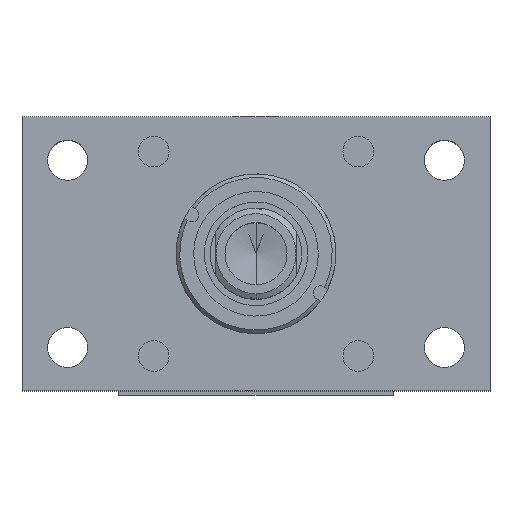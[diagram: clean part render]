
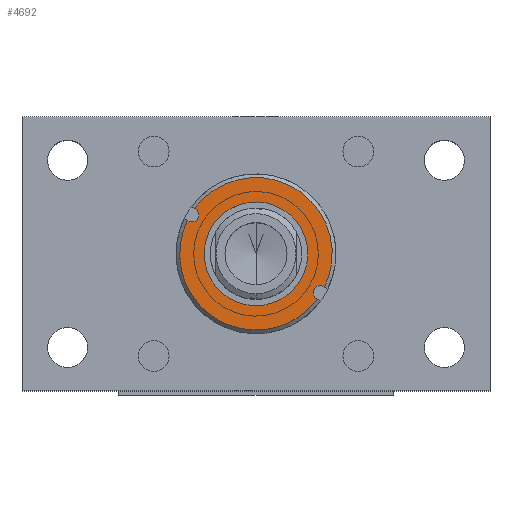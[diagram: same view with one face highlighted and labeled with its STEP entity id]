
A CAD part, top view. The second image highlights one B-rep face of the part: STEP entity #4692.
In plain terms, the highlighted planar face has unit normal (0, 0, 1).
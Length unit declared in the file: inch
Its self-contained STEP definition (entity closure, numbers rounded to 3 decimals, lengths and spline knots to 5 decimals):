
#46 = DIRECTION ( 'NONE',  ( 0., 0., -1. ) ) ;
#50 = EDGE_CURVE ( 'NONE', #5289, #1835, #8702, .T. ) ;
#141 = AXIS2_PLACEMENT_3D ( 'NONE', #6531, #8587, #3851 ) ;
#463 = CARTESIAN_POINT ( 'NONE',  ( 19.49558, 31.46727, -2.69734 ) ) ;
#466 = LINE ( 'NONE', #4578, #3954 ) ;
#538 = CARTESIAN_POINT ( 'NONE',  ( 19.98508, 30.63592, -2.69734 ) ) ;
#583 = EDGE_CURVE ( 'NONE', #624, #5668, #8691, .T. ) ;
#607 = FACE_BOUND ( 'NONE', #3577, .T. ) ;
#624 = VERTEX_POINT ( 'NONE', #7878 ) ;
#641 = DIRECTION ( 'NONE',  ( 0., 0., 1. ) ) ;
#659 = DIRECTION ( 'NONE',  ( 1., 0., 0. ) ) ;
#960 = CARTESIAN_POINT ( 'NONE',  ( 18.58258, 30.63592, -2.69734 ) ) ;
#1016 = EDGE_CURVE ( 'NONE', #5668, #5289, #3432, .T. ) ;
#1166 = DIRECTION ( 'NONE',  ( 0., 0., -1. ) ) ;
#1316 = DIRECTION ( 'NONE',  ( 1., 0., 0. ) ) ;
#1648 = CARTESIAN_POINT ( 'NONE',  ( 19.33958, 31.45966, -2.69734 ) ) ;
#1690 = VERTEX_POINT ( 'NONE', #1648 ) ;
#1694 = AXIS2_PLACEMENT_3D ( 'NONE', #8281, #5532, #4197 ) ;
#1704 = ORIENTED_EDGE ( 'NONE', *, *, #3891, .F. ) ;
#1741 = LINE ( 'NONE', #4445, #8061 ) ;
#1791 = CARTESIAN_POINT ( 'NONE',  ( 19.49558, 31.45966, -2.69734 ) ) ;
#1835 = VERTEX_POINT ( 'NONE', #4559 ) ;
#2098 = EDGE_CURVE ( 'NONE', #3569, #6323, #466, .T. ) ;
#2280 = ORIENTED_EDGE ( 'NONE', *, *, #1016, .T. ) ;
#2405 = AXIS2_PLACEMENT_3D ( 'NONE', #4869, #46, #2832 ) ;
#2442 = DIRECTION ( 'NONE',  ( -1., 0., 0. ) ) ;
#2503 = CARTESIAN_POINT ( 'NONE',  ( 19.41758, 31.20342, -2.69734 ) ) ;
#2718 = ORIENTED_EDGE ( 'NONE', *, *, #583, .T. ) ;
#2743 = CARTESIAN_POINT ( 'NONE',  ( 19.41758, 30.63592, -2.69734 ) ) ;
#2752 = CIRCLE ( 'NONE', #4980, 0.5675 ) ;
#2828 = VERTEX_POINT ( 'NONE', #7578 ) ;
#2832 = DIRECTION ( 'NONE',  ( -1., 0., 0. ) ) ;
#3003 = DIRECTION ( 'NONE',  ( 0., 0., 1. ) ) ;
#3022 = CARTESIAN_POINT ( 'NONE',  ( 19.33958, 31.20342, -2.69734 ) ) ;
#3067 = EDGE_CURVE ( 'NONE', #2828, #7316, #2752, .T. ) ;
#3163 = ORIENTED_EDGE ( 'NONE', *, *, #5437, .T. ) ;
#3166 = DIRECTION ( 'NONE',  ( 0., -1., 0. ) ) ;
#3225 = EDGE_CURVE ( 'NONE', #7316, #2828, #7570, .T. ) ;
#3320 = CARTESIAN_POINT ( 'NONE',  ( 19.41758, 29.81218, -2.69734 ) ) ;
#3432 = CIRCLE ( 'NONE', #7713, 0.835 ) ;
#3569 = VERTEX_POINT ( 'NONE', #463 ) ;
#3577 = EDGE_LOOP ( 'NONE', ( #8471, #8633 ) ) ;
#3667 = AXIS2_PLACEMENT_3D ( 'NONE', #2503, #3951, #2442 ) ;
#3742 = AXIS2_PLACEMENT_3D ( 'NONE', #3320, #1166, #5362 ) ;
#3773 = VECTOR ( 'NONE', #5104, 39.37008 ) ;
#3851 = DIRECTION ( 'NONE',  ( 1., 0., 0. ) ) ;
#3891 = EDGE_CURVE ( 'NONE', #624, #1690, #1741, .T. ) ;
#3951 = DIRECTION ( 'NONE',  ( 0., 0., -1. ) ) ;
#3954 = VECTOR ( 'NONE', #3166, 39.37008 ) ;
#4197 = DIRECTION ( 'NONE',  ( 1., 0., 0. ) ) ;
#4300 = LINE ( 'NONE', #8436, #4401 ) ;
#4343 = DIRECTION ( 'NONE',  ( 0., 1., 0. ) ) ;
#4394 = ORIENTED_EDGE ( 'NONE', *, *, #50, .T. ) ;
#4401 = VECTOR ( 'NONE', #4343, 39.37008 ) ;
#4445 = CARTESIAN_POINT ( 'NONE',  ( 19.33958, 31.20342, -2.69734 ) ) ;
#4559 = CARTESIAN_POINT ( 'NONE',  ( 19.33958, 29.81218, -2.69734 ) ) ;
#4578 = CARTESIAN_POINT ( 'NONE',  ( 19.49558, 31.20342, -2.69734 ) ) ;
#4692 = ADVANCED_FACE ( 'NONE', ( #607, #5881 ), #8743, .F. ) ;
#4833 = EDGE_CURVE ( 'NONE', #1835, #5772, #6311, .T. ) ;
#4869 = CARTESIAN_POINT ( 'NONE',  ( 19.41758, 31.45966, -2.69734 ) ) ;
#4980 = AXIS2_PLACEMENT_3D ( 'NONE', #2743, #641, #1316 ) ;
#5104 = DIRECTION ( 'NONE',  ( 0., 1., 0. ) ) ;
#5151 = CIRCLE ( 'NONE', #6787, 0.835 ) ;
#5289 = VERTEX_POINT ( 'NONE', #8167 ) ;
#5327 = EDGE_LOOP ( 'NONE', ( #6141, #3163, #8233, #7325, #1704, #2718, #2280, #4394, #6630 ) ) ;
#5362 = DIRECTION ( 'NONE',  ( -1., 0., 0. ) ) ;
#5437 = EDGE_CURVE ( 'NONE', #7868, #3569, #5151, .T. ) ;
#5456 = CARTESIAN_POINT ( 'NONE',  ( 19.41758, 30.63592, -2.69734 ) ) ;
#5532 = DIRECTION ( 'NONE',  ( 0., 0., 1. ) ) ;
#5668 = VERTEX_POINT ( 'NONE', #960 ) ;
#5772 = VERTEX_POINT ( 'NONE', #7256 ) ;
#5799 = DIRECTION ( 'NONE',  ( 0., -1., 0. ) ) ;
#5881 = FACE_OUTER_BOUND ( 'NONE', #5327, .T. ) ;
#6141 = ORIENTED_EDGE ( 'NONE', *, *, #6314, .F. ) ;
#6213 = DIRECTION ( 'NONE',  ( 0., 0., 1. ) ) ;
#6265 = CIRCLE ( 'NONE', #2405, 0.078 ) ;
#6290 = CARTESIAN_POINT ( 'NONE',  ( 19.41758, 30.63592, -2.69734 ) ) ;
#6311 = CIRCLE ( 'NONE', #3742, 0.078 ) ;
#6314 = EDGE_CURVE ( 'NONE', #7868, #5772, #4300, .T. ) ;
#6323 = VERTEX_POINT ( 'NONE', #1791 ) ;
#6531 = CARTESIAN_POINT ( 'NONE',  ( 19.41758, 30.63592, -2.69734 ) ) ;
#6630 = ORIENTED_EDGE ( 'NONE', *, *, #4833, .T. ) ;
#6773 = EDGE_CURVE ( 'NONE', #6323, #1690, #6265, .T. ) ;
#6787 = AXIS2_PLACEMENT_3D ( 'NONE', #5456, #6213, #659 ) ;
#6885 = CARTESIAN_POINT ( 'NONE',  ( 19.49558, 29.80457, -2.69734 ) ) ;
#7256 = CARTESIAN_POINT ( 'NONE',  ( 19.49558, 29.81218, -2.69734 ) ) ;
#7316 = VERTEX_POINT ( 'NONE', #538 ) ;
#7325 = ORIENTED_EDGE ( 'NONE', *, *, #6773, .T. ) ;
#7570 = CIRCLE ( 'NONE', #1694, 0.5675 ) ;
#7578 = CARTESIAN_POINT ( 'NONE',  ( 18.85008, 30.63592, -2.69734 ) ) ;
#7713 = AXIS2_PLACEMENT_3D ( 'NONE', #6290, #3003, #8489 ) ;
#7868 = VERTEX_POINT ( 'NONE', #6885 ) ;
#7878 = CARTESIAN_POINT ( 'NONE',  ( 19.33958, 31.46727, -2.69734 ) ) ;
#8061 = VECTOR ( 'NONE', #5799, 39.37008 ) ;
#8167 = CARTESIAN_POINT ( 'NONE',  ( 19.33958, 29.80457, -2.69734 ) ) ;
#8233 = ORIENTED_EDGE ( 'NONE', *, *, #2098, .T. ) ;
#8281 = CARTESIAN_POINT ( 'NONE',  ( 19.41758, 30.63592, -2.69734 ) ) ;
#8436 = CARTESIAN_POINT ( 'NONE',  ( 19.49558, 31.20342, -2.69734 ) ) ;
#8471 = ORIENTED_EDGE ( 'NONE', *, *, #3225, .F. ) ;
#8489 = DIRECTION ( 'NONE',  ( 1., 0., 0. ) ) ;
#8587 = DIRECTION ( 'NONE',  ( 0., 0., 1. ) ) ;
#8633 = ORIENTED_EDGE ( 'NONE', *, *, #3067, .F. ) ;
#8691 = CIRCLE ( 'NONE', #141, 0.835 ) ;
#8702 = LINE ( 'NONE', #3022, #3773 ) ;
#8743 = PLANE ( 'NONE',  #3667 ) ;
